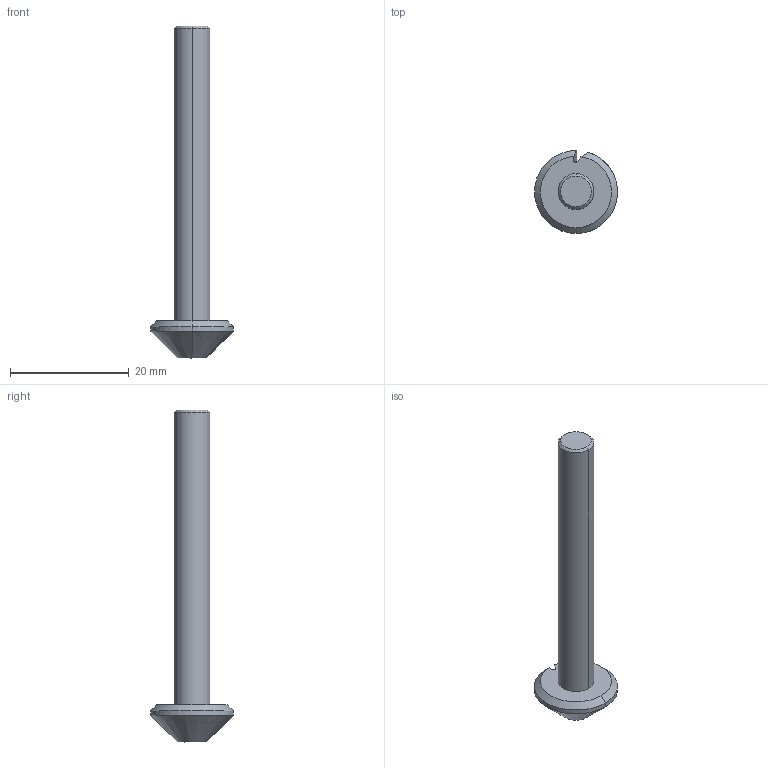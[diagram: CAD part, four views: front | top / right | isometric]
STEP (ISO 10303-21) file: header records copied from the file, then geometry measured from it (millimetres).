
FILE_DESCRIPTION(('no description'),'unknown implementation level');
FILE_NAME('11516020-Detail.stp',' ',('CIM GmbH Aachen'),('CADClick - KiM GmbH - www.kimweb.de'),'unknown preprocess','ACIS','unknown authorization');
FILE_SCHEMA(('automotive_design'));
Length unit declared in the file: millimetre
Products named in the file (2): 1; 2
Bounding box: 14 x 14 x 56 mm (x, y, z)
Volume: 1984.1 mm3; surface area: 1421.7 mm2
Topology: 2 solids, 2 shells, 19 faces, 40 edges, 25 vertices
Faces by surface type: cone 7, cylinder 5, plane 4, bspline 3
Entity records: 1224 total; most frequent: CARTESIAN_POINT 304, STYLED_ITEM 86, PRESENTATION_STYLE_ASSIGNMENT 86, COLOUR_RGB 86, DIRECTION 83, ORIENTED_EDGE 80, EDGE_CURVE 40, CURVE_STYLE 40
